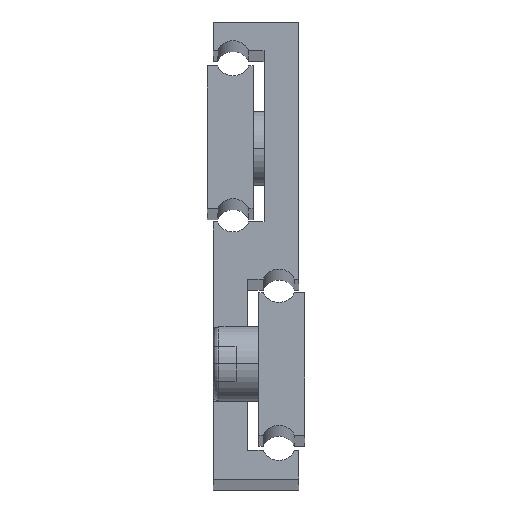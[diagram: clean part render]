
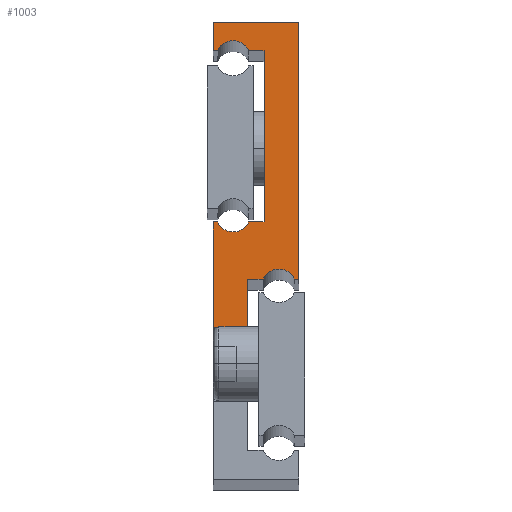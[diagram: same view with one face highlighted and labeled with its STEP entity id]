
A CAD part, top view. The second image highlights one B-rep face of the part: STEP entity #1003.
In plain terms, the highlighted planar face has unit normal (0, 0, 1).
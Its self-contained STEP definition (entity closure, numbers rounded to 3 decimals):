
#6 = DIRECTION ( 'NONE',  ( -1., 0., 0. ) ) ;
#56 = CIRCLE ( 'NONE', #2047, 3. ) ;
#64 = DIRECTION ( 'NONE',  ( -1., 0., 0. ) ) ;
#79 = LINE ( 'NONE', #932, #1468 ) ;
#85 = CARTESIAN_POINT ( 'NONE',  ( 11.5, 33.75, 550. ) ) ;
#98 = EDGE_CURVE ( 'NONE', #1786, #630, #2063, .T. ) ;
#99 = LINE ( 'NONE', #2143, #1190 ) ;
#130 = DIRECTION ( 'NONE',  ( -1., 0., 0. ) ) ;
#140 = VERTEX_POINT ( 'NONE', #597 ) ;
#144 = DIRECTION ( 'NONE',  ( 1., 0., 0. ) ) ;
#159 = VERTEX_POINT ( 'NONE', #891 ) ;
#177 = LINE ( 'NONE', #1634, #940 ) ;
#182 = ORIENTED_EDGE ( 'NONE', *, *, #560, .T. ) ;
#185 = LINE ( 'NONE', #1664, #1897 ) ;
#203 = ORIENTED_EDGE ( 'NONE', *, *, #865, .T. ) ;
#204 = CIRCLE ( 'NONE', #1824, 3. ) ;
#213 = ORIENTED_EDGE ( 'NONE', *, *, #676, .T. ) ;
#219 = LINE ( 'NONE', #1393, #298 ) ;
#229 = DIRECTION ( 'NONE',  ( 0., 0., -1. ) ) ;
#252 = DIRECTION ( 'NONE',  ( 0., -1., 0. ) ) ;
#294 = CARTESIAN_POINT ( 'NONE',  ( 6., 26.5, 550. ) ) ;
#298 = VECTOR ( 'NONE', #252, 1000. ) ;
#315 = ORIENTED_EDGE ( 'NONE', *, *, #1969, .T. ) ;
#324 = EDGE_CURVE ( 'NONE', #892, #828, #177, .T. ) ;
#334 = EDGE_CURVE ( 'NONE', #626, #1882, #1141, .T. ) ;
#339 = VERTEX_POINT ( 'NONE', #1370 ) ;
#381 = CARTESIAN_POINT ( 'NONE',  ( 8.9, 75., 550. ) ) ;
#394 = CARTESIAN_POINT ( 'NONE',  ( 8.9, 75., 550. ) ) ;
#395 = DIRECTION ( 'NONE',  ( 0., 1., 0. ) ) ;
#405 = EDGE_CURVE ( 'NONE', #140, #1273, #961, .T. ) ;
#429 = CARTESIAN_POINT ( 'NONE',  ( 0., 75., 550. ) ) ;
#449 = CARTESIAN_POINT ( 'NONE',  ( 6.227, 75., 550. ) ) ;
#465 = CARTESIAN_POINT ( 'NONE',  ( 0.773, 45., 550. ) ) ;
#466 = FACE_OUTER_BOUND ( 'NONE', #1148, .T. ) ;
#514 = VECTOR ( 'NONE', #1696, 1000. ) ;
#517 = DIRECTION ( 'NONE',  ( -1., 0., 0. ) ) ;
#529 = CARTESIAN_POINT ( 'NONE',  ( 8.9, 45., 550. ) ) ;
#539 = EDGE_CURVE ( 'NONE', #1882, #2000, #219, .T. ) ;
#560 = EDGE_CURVE ( 'NONE', #339, #892, #204, .T. ) ;
#571 = ORIENTED_EDGE ( 'NONE', *, *, #334, .T. ) ;
#572 = CARTESIAN_POINT ( 'NONE',  ( 15., 35., 550. ) ) ;
#591 = LINE ( 'NONE', #1915, #1115 ) ;
#592 = CARTESIAN_POINT ( 'NONE',  ( 8.773, 35., 550. ) ) ;
#596 = ORIENTED_EDGE ( 'NONE', *, *, #1279, .T. ) ;
#597 = CARTESIAN_POINT ( 'NONE',  ( 0., 26.5, 550. ) ) ;
#613 = ORIENTED_EDGE ( 'NONE', *, *, #324, .T. ) ;
#626 = VERTEX_POINT ( 'NONE', #1480 ) ;
#630 = VERTEX_POINT ( 'NONE', #529 ) ;
#642 = EDGE_CURVE ( 'NONE', #1484, #1786, #185, .T. ) ;
#676 = EDGE_CURVE ( 'NONE', #630, #339, #840, .T. ) ;
#692 = DIRECTION ( 'NONE',  ( 0., -1., 0. ) ) ;
#730 = VECTOR ( 'NONE', #1986, 1000. ) ;
#746 = ORIENTED_EDGE ( 'NONE', *, *, #98, .T. ) ;
#757 = LINE ( 'NONE', #949, #969 ) ;
#767 = DIRECTION ( 'NONE',  ( -1., 0., 0. ) ) ;
#769 = VECTOR ( 'NONE', #64, 1000. ) ;
#828 = VERTEX_POINT ( 'NONE', #1708 ) ;
#840 = LINE ( 'NONE', #1500, #841 ) ;
#841 = VECTOR ( 'NONE', #517, 1000. ) ;
#847 = VERTEX_POINT ( 'NONE', #592 ) ;
#865 = EDGE_CURVE ( 'NONE', #159, #1484, #56, .T. ) ;
#891 = CARTESIAN_POINT ( 'NONE',  ( 0.773, 75., 550. ) ) ;
#892 = VERTEX_POINT ( 'NONE', #465 ) ;
#917 = CARTESIAN_POINT ( 'NONE',  ( 0., 80., 550. ) ) ;
#932 = CARTESIAN_POINT ( 'NONE',  ( 8.773, 35., 550. ) ) ;
#940 = VECTOR ( 'NONE', #130, 1000. ) ;
#949 = CARTESIAN_POINT ( 'NONE',  ( 6., 5., 550. ) ) ;
#961 = LINE ( 'NONE', #2194, #730 ) ;
#965 = ORIENTED_EDGE ( 'NONE', *, *, #1984, .T. ) ;
#967 = VERTEX_POINT ( 'NONE', #1438 ) ;
#969 = VECTOR ( 'NONE', #2107, 1000. ) ;
#978 = ORIENTED_EDGE ( 'NONE', *, *, #1126, .T. ) ;
#994 = ORIENTED_EDGE ( 'NONE', *, *, #642, .T. ) ;
#1003 = ADVANCED_FACE ( 'NONE', ( #466 ), #2187, .F. ) ;
#1020 = CARTESIAN_POINT ( 'NONE',  ( 0., 0., 550. ) ) ;
#1084 = VECTOR ( 'NONE', #1340, 1000. ) ;
#1101 = DIRECTION ( 'NONE',  ( 1., 0., 0. ) ) ;
#1106 = DIRECTION ( 'NONE',  ( 0., 0., -1. ) ) ;
#1115 = VECTOR ( 'NONE', #395, 1000. ) ;
#1126 = EDGE_CURVE ( 'NONE', #1912, #626, #591, .T. ) ;
#1141 = LINE ( 'NONE', #1903, #769 ) ;
#1148 = EDGE_LOOP ( 'NONE', ( #1415, #1213, #315, #2041, #965, #596, #978, #571, #1331, #1610, #203, #994, #746, #213, #182, #613 ) ) ;
#1190 = VECTOR ( 'NONE', #1252, 1000. ) ;
#1213 = ORIENTED_EDGE ( 'NONE', *, *, #405, .T. ) ;
#1219 = CARTESIAN_POINT ( 'NONE',  ( 15., 35., 550. ) ) ;
#1220 = VECTOR ( 'NONE', #692, 1000. ) ;
#1252 = DIRECTION ( 'NONE',  ( 1., 0., 0. ) ) ;
#1273 = VERTEX_POINT ( 'NONE', #294 ) ;
#1279 = EDGE_CURVE ( 'NONE', #1336, #1912, #1508, .T. ) ;
#1331 = ORIENTED_EDGE ( 'NONE', *, *, #539, .T. ) ;
#1336 = VERTEX_POINT ( 'NONE', #1911 ) ;
#1340 = DIRECTION ( 'NONE',  ( 1., 0., 0. ) ) ;
#1354 = DIRECTION ( 'NONE',  ( 1., 0., 0. ) ) ;
#1370 = CARTESIAN_POINT ( 'NONE',  ( 6.227, 45., 550. ) ) ;
#1393 = CARTESIAN_POINT ( 'NONE',  ( 0., 80., 550. ) ) ;
#1413 = CARTESIAN_POINT ( 'NONE',  ( 3.5, 46.25, 550. ) ) ;
#1415 = ORIENTED_EDGE ( 'NONE', *, *, #1813, .T. ) ;
#1422 = AXIS2_PLACEMENT_3D ( 'NONE', #85, #1932, #767 ) ;
#1438 = CARTESIAN_POINT ( 'NONE',  ( 6., 35., 550. ) ) ;
#1468 = VECTOR ( 'NONE', #1101, 1000. ) ;
#1472 = EDGE_CURVE ( 'NONE', #2000, #159, #99, .T. ) ;
#1480 = CARTESIAN_POINT ( 'NONE',  ( 15., 80., 550. ) ) ;
#1484 = VERTEX_POINT ( 'NONE', #449 ) ;
#1491 = CARTESIAN_POINT ( 'NONE',  ( 3.5, 46.25, 550. ) ) ;
#1500 = CARTESIAN_POINT ( 'NONE',  ( 6.227, 45., 550. ) ) ;
#1508 = LINE ( 'NONE', #1219, #1084 ) ;
#1610 = ORIENTED_EDGE ( 'NONE', *, *, #1472, .T. ) ;
#1634 = CARTESIAN_POINT ( 'NONE',  ( 0., 45., 550. ) ) ;
#1650 = DIRECTION ( 'NONE',  ( 0., 0., -1. ) ) ;
#1664 = CARTESIAN_POINT ( 'NONE',  ( 6.227, 75., 550. ) ) ;
#1696 = DIRECTION ( 'NONE',  ( 0., -1., 0. ) ) ;
#1708 = CARTESIAN_POINT ( 'NONE',  ( 0., 45., 550. ) ) ;
#1755 = AXIS2_PLACEMENT_3D ( 'NONE', #1491, #229, #6 ) ;
#1780 = CIRCLE ( 'NONE', #1422, 3. ) ;
#1786 = VERTEX_POINT ( 'NONE', #381 ) ;
#1813 = EDGE_CURVE ( 'NONE', #828, #140, #1883, .T. ) ;
#1824 = AXIS2_PLACEMENT_3D ( 'NONE', #1413, #1106, #2091 ) ;
#1882 = VERTEX_POINT ( 'NONE', #917 ) ;
#1883 = LINE ( 'NONE', #1020, #514 ) ;
#1897 = VECTOR ( 'NONE', #1354, 1000. ) ;
#1901 = CARTESIAN_POINT ( 'NONE',  ( 3.5, 73.75, 550. ) ) ;
#1903 = CARTESIAN_POINT ( 'NONE',  ( 15., 80., 550. ) ) ;
#1911 = CARTESIAN_POINT ( 'NONE',  ( 14.227, 35., 550. ) ) ;
#1912 = VERTEX_POINT ( 'NONE', #572 ) ;
#1915 = CARTESIAN_POINT ( 'NONE',  ( 15., 80., 550. ) ) ;
#1932 = DIRECTION ( 'NONE',  ( 0., 0., -1. ) ) ;
#1933 = EDGE_CURVE ( 'NONE', #967, #847, #79, .T. ) ;
#1969 = EDGE_CURVE ( 'NONE', #1273, #967, #757, .T. ) ;
#1984 = EDGE_CURVE ( 'NONE', #847, #1336, #1780, .T. ) ;
#1986 = DIRECTION ( 'NONE',  ( 1., 0., 0. ) ) ;
#2000 = VERTEX_POINT ( 'NONE', #429 ) ;
#2041 = ORIENTED_EDGE ( 'NONE', *, *, #1933, .T. ) ;
#2047 = AXIS2_PLACEMENT_3D ( 'NONE', #1901, #1650, #144 ) ;
#2063 = LINE ( 'NONE', #394, #1220 ) ;
#2091 = DIRECTION ( 'NONE',  ( -1., 0., 0. ) ) ;
#2107 = DIRECTION ( 'NONE',  ( 0., 1., 0. ) ) ;
#2143 = CARTESIAN_POINT ( 'NONE',  ( 0., 75., 550. ) ) ;
#2187 = PLANE ( 'NONE',  #1755 ) ;
#2194 = CARTESIAN_POINT ( 'NONE',  ( 0., 26.5, 550. ) ) ;
